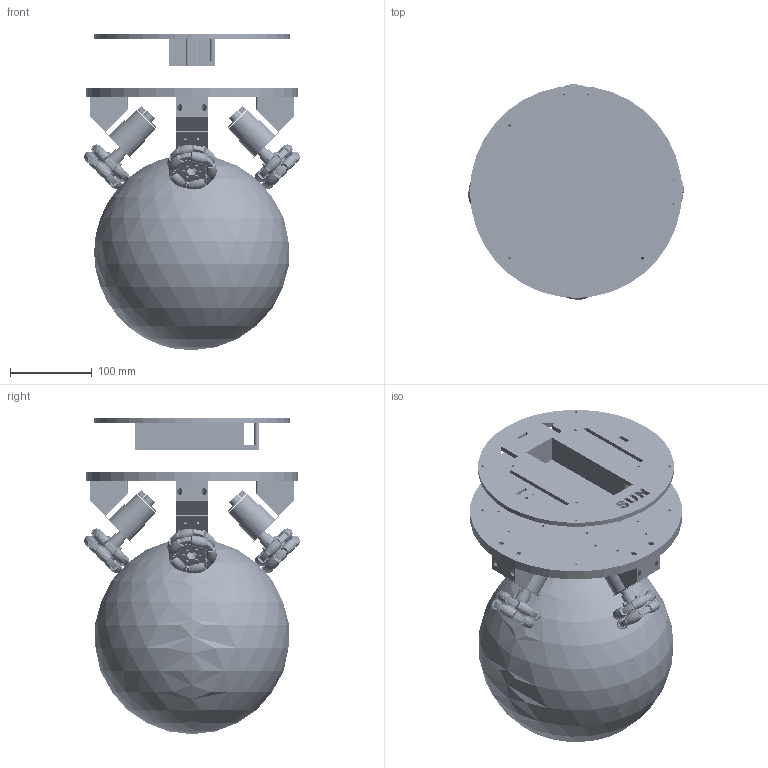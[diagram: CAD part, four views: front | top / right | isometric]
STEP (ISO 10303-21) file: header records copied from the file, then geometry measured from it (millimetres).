
FILE_DESCRIPTION(/* description */ (''),/* implementation_level */ '2;1');
FILE_NAME(/* name */ '',/* time_stamp */ '2022-12-13T15:00:26+08:00',/* author */ (''),/* organization */ (''),/* preprocessor_version */ 'ST-DEVELOPER v19.2',/* originating_system */ 'Autodesk Translation Framework v11.17.0.187',/* authorisation */ '');
FILE_SCHEMA (('AUTOMOTIVE_DESIGN { 1 0 10303 214 3 1 1 }'));
Length unit declared in the file: millimetre
Products named in the file (4): 球形机器人; 编码电机; 37电机支架; 全向轮
Assembly tree (12 placements, depth 2):
  球形机器人
    编码电机  x4
    37电机支架  x4
    全向轮  x4
Bounding box: 264.5 x 264.5 x 388 mm (x, y, z)
Volume: 8742382.4 mm3; surface area: 622074.1 mm2
Topology: 95 solids, 95 shells, 4354 faces, 11496 edges, 7024 vertices
Faces by surface type: plane 2194, cylinder 1611, cone 224, sphere 145, torus 92, bspline 88
Full cylindrical faces by diameter (mm): 2.4 x80, 2.5 x80, 2.7 x12, 3 x36, 3.2 x84, 3.4 x24, 3.5 x44, 3.7 x16, 4.8 x12, 5.5 x12, 5.8 x40, 6 x100, 8 x4, 12 x4, 12.5 x8, 13.8 x4, 15.95 x4, 16 x4, 28 x4, 30 x4, 30.5 x4, 33 x4, 36.6 x4, 60 x1, 240 x1, 260 x1
Entity records: 45402 total; most frequent: CARTESIAN_POINT 12223, ORIENTED_EDGE 6656, DIRECTION 6630, EDGE_CURVE 3328, AXIS2_PLACEMENT_3D 2357, VERTEX_POINT 2074, LINE 1916, VECTOR 1916
